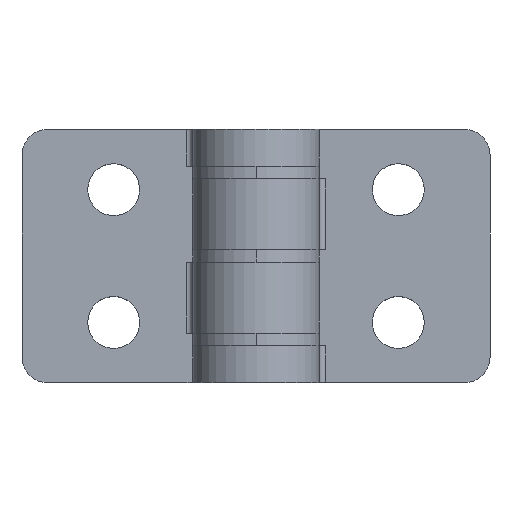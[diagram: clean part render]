
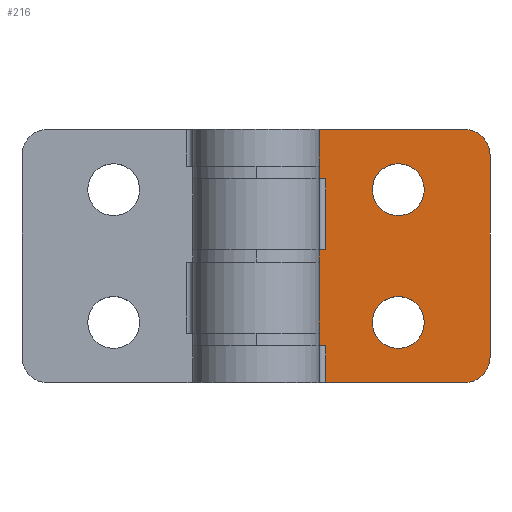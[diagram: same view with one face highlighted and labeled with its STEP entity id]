
A CAD part, top view. The second image highlights one B-rep face of the part: STEP entity #216.
In plain terms, the highlighted planar face has unit normal (0, 0, 1).
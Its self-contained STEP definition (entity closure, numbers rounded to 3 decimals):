
#38 = EDGE_CURVE ( 'NONE', #3360, #1468, #1179, .T. ) ;
#58 = VERTEX_POINT ( 'NONE', #2012 ) ;
#69 = DIRECTION ( 'NONE',  ( 0., -1., 0. ) ) ;
#78 = ORIENTED_EDGE ( 'NONE', *, *, #3268, .F. ) ;
#92 = AXIS2_PLACEMENT_3D ( 'NONE', #2213, #1438, #2487 ) ;
#94 = VERTEX_POINT ( 'NONE', #1945 ) ;
#127 = EDGE_CURVE ( 'NONE', #1727, #2417, #3371, .T. ) ;
#216 = ADVANCED_FACE ( 'NONE', ( #1605, #3178, #3195 ), #1394, .F. ) ;
#265 = ORIENTED_EDGE ( 'NONE', *, *, #3183, .F. ) ;
#278 = LINE ( 'NONE', #1901, #1542 ) ;
#292 = DIRECTION ( 'NONE',  ( 0., 0., -1. ) ) ;
#324 = CARTESIAN_POINT ( 'NONE',  ( 11., 20., -5.8 ) ) ;
#329 = ORIENTED_EDGE ( 'NONE', *, *, #3065, .F. ) ;
#377 = CARTESIAN_POINT ( 'NONE',  ( 26.6, -10.5, -5.8 ) ) ;
#404 = DIRECTION ( 'NONE',  ( 0., 0., 1. ) ) ;
#459 = CARTESIAN_POINT ( 'NONE',  ( 33., 20., -5.8 ) ) ;
#478 = CARTESIAN_POINT ( 'NONE',  ( 12., -14.2, -5.8 ) ) ;
#519 = CARTESIAN_POINT ( 'NONE',  ( 12., 1., -5.8 ) ) ;
#557 = DIRECTION ( 'NONE',  ( 0., 1., 0. ) ) ;
#572 = CARTESIAN_POINT ( 'NONE',  ( 11., 20., -5.8 ) ) ;
#650 = CIRCLE ( 'NONE', #2413, 4.1 ) ;
#681 = DIRECTION ( 'NONE',  ( 1., 0., 0. ) ) ;
#702 = EDGE_CURVE ( 'NONE', #2290, #3360, #3206, .T. ) ;
#755 = ORIENTED_EDGE ( 'NONE', *, *, #3202, .T. ) ;
#796 = ORIENTED_EDGE ( 'NONE', *, *, #2683, .T. ) ;
#826 = DIRECTION ( 'NONE',  ( -1., 0., 0. ) ) ;
#841 = CARTESIAN_POINT ( 'NONE',  ( 11., -14.2, -5.8 ) ) ;
#869 = LINE ( 'NONE', #572, #2690 ) ;
#895 = ORIENTED_EDGE ( 'NONE', *, *, #127, .F. ) ;
#899 = CARTESIAN_POINT ( 'NONE',  ( 22.5, 10.5, -5.8 ) ) ;
#929 = VECTOR ( 'NONE', #1786, 1000. ) ;
#934 = EDGE_CURVE ( 'NONE', #2866, #3278, #2278, .T. ) ;
#936 = DIRECTION ( 'NONE',  ( 1., 0., 0. ) ) ;
#950 = AXIS2_PLACEMENT_3D ( 'NONE', #1654, #292, #826 ) ;
#989 = VECTOR ( 'NONE', #2709, 1000. ) ;
#998 = CARTESIAN_POINT ( 'NONE',  ( 18.4, 10.5, -5.8 ) ) ;
#1003 = VECTOR ( 'NONE', #2547, 1000. ) ;
#1004 = ORIENTED_EDGE ( 'NONE', *, *, #2762, .T. ) ;
#1037 = VERTEX_POINT ( 'NONE', #1319 ) ;
#1041 = VERTEX_POINT ( 'NONE', #2890 ) ;
#1172 = VERTEX_POINT ( 'NONE', #377 ) ;
#1179 = CIRCLE ( 'NONE', #1728, 4. ) ;
#1181 = EDGE_LOOP ( 'NONE', ( #1272, #895 ) ) ;
#1188 = DIRECTION ( 'NONE',  ( -1., 0., 0. ) ) ;
#1191 = CARTESIAN_POINT ( 'NONE',  ( 22.5, 10.5, -5.8 ) ) ;
#1200 = CARTESIAN_POINT ( 'NONE',  ( 33., 16., -5.8 ) ) ;
#1210 = AXIS2_PLACEMENT_3D ( 'NONE', #2223, #2989, #1188 ) ;
#1217 = CIRCLE ( 'NONE', #1975, 4.1 ) ;
#1219 = CARTESIAN_POINT ( 'NONE',  ( 9.64, 12.2, -5.8 ) ) ;
#1272 = ORIENTED_EDGE ( 'NONE', *, *, #3224, .F. ) ;
#1285 = ORIENTED_EDGE ( 'NONE', *, *, #702, .F. ) ;
#1319 = CARTESIAN_POINT ( 'NONE',  ( 11., -20., -5.8 ) ) ;
#1358 = VERTEX_POINT ( 'NONE', #1219 ) ;
#1391 = DIRECTION ( 'NONE',  ( 1., 0., 0. ) ) ;
#1394 = PLANE ( 'NONE',  #950 ) ;
#1438 = DIRECTION ( 'NONE',  ( 0., 0., 1. ) ) ;
#1468 = VERTEX_POINT ( 'NONE', #2079 ) ;
#1487 = DIRECTION ( 'NONE',  ( 0., 0., 1. ) ) ;
#1502 = CARTESIAN_POINT ( 'NONE',  ( 9.64, 1., -5.8 ) ) ;
#1542 = VECTOR ( 'NONE', #557, 1000. ) ;
#1605 = FACE_BOUND ( 'NONE', #3329, .T. ) ;
#1636 = DIRECTION ( 'NONE',  ( 0., -1., 0. ) ) ;
#1654 = CARTESIAN_POINT ( 'NONE',  ( 11., 20., -5.8 ) ) ;
#1678 = EDGE_CURVE ( 'NONE', #1172, #2930, #2197, .T. ) ;
#1690 = CARTESIAN_POINT ( 'NONE',  ( 22.5, -10.5, -5.8 ) ) ;
#1727 = VERTEX_POINT ( 'NONE', #998 ) ;
#1728 = AXIS2_PLACEMENT_3D ( 'NONE', #1200, #2737, #1961 ) ;
#1729 = CARTESIAN_POINT ( 'NONE',  ( 18.4, -10.5, -5.8 ) ) ;
#1734 = ORIENTED_EDGE ( 'NONE', *, *, #2979, .F. ) ;
#1745 = DIRECTION ( 'NONE',  ( 0., -1., 0. ) ) ;
#1786 = DIRECTION ( 'NONE',  ( -1., 0., 0. ) ) ;
#1863 = ORIENTED_EDGE ( 'NONE', *, *, #2863, .F. ) ;
#1869 = EDGE_CURVE ( 'NONE', #1950, #1037, #3207, .T. ) ;
#1901 = CARTESIAN_POINT ( 'NONE',  ( 9.64, 12.2, -5.8 ) ) ;
#1941 = LINE ( 'NONE', #2101, #989 ) ;
#1945 = CARTESIAN_POINT ( 'NONE',  ( 11., 12.2, -5.8 ) ) ;
#1950 = VERTEX_POINT ( 'NONE', #841 ) ;
#1961 = DIRECTION ( 'NONE',  ( -1., 0., 0. ) ) ;
#1975 = AXIS2_PLACEMENT_3D ( 'NONE', #1191, #404, #2465 ) ;
#2012 = CARTESIAN_POINT ( 'NONE',  ( 37., -16., -5.8 ) ) ;
#2047 = VECTOR ( 'NONE', #2347, 1000. ) ;
#2079 = CARTESIAN_POINT ( 'NONE',  ( 37., 16., -5.8 ) ) ;
#2081 = EDGE_CURVE ( 'NONE', #58, #2202, #2472, .T. ) ;
#2101 = CARTESIAN_POINT ( 'NONE',  ( 11., -20., -5.8 ) ) ;
#2124 = CARTESIAN_POINT ( 'NONE',  ( 11., 20., -5.8 ) ) ;
#2197 = CIRCLE ( 'NONE', #92, 4.1 ) ;
#2202 = VERTEX_POINT ( 'NONE', #2341 ) ;
#2213 = CARTESIAN_POINT ( 'NONE',  ( 22.5, -10.5, -5.8 ) ) ;
#2223 = CARTESIAN_POINT ( 'NONE',  ( 33., -16., -5.8 ) ) ;
#2226 = AXIS2_PLACEMENT_3D ( 'NONE', #899, #3023, #936 ) ;
#2278 = LINE ( 'NONE', #1502, #1003 ) ;
#2290 = VERTEX_POINT ( 'NONE', #3407 ) ;
#2295 = ORIENTED_EDGE ( 'NONE', *, *, #2081, .F. ) ;
#2341 = CARTESIAN_POINT ( 'NONE',  ( 33., -20., -5.8 ) ) ;
#2347 = DIRECTION ( 'NONE',  ( -1., 0., 0. ) ) ;
#2361 = ORIENTED_EDGE ( 'NONE', *, *, #1678, .F. ) ;
#2413 = AXIS2_PLACEMENT_3D ( 'NONE', #1690, #1487, #681 ) ;
#2417 = VERTEX_POINT ( 'NONE', #2756 ) ;
#2432 = DIRECTION ( 'NONE',  ( -1., 0., 0. ) ) ;
#2465 = DIRECTION ( 'NONE',  ( 1., 0., 0. ) ) ;
#2472 = CIRCLE ( 'NONE', #1210, 4. ) ;
#2487 = DIRECTION ( 'NONE',  ( 1., 0., 0. ) ) ;
#2547 = DIRECTION ( 'NONE',  ( 0., 1., 0. ) ) ;
#2554 = ORIENTED_EDGE ( 'NONE', *, *, #934, .F. ) ;
#2571 = ORIENTED_EDGE ( 'NONE', *, *, #38, .F. ) ;
#2572 = LINE ( 'NONE', #478, #929 ) ;
#2599 = VECTOR ( 'NONE', #1391, 1000. ) ;
#2606 = CARTESIAN_POINT ( 'NONE',  ( 12., 12.2, -5.8 ) ) ;
#2683 = EDGE_CURVE ( 'NONE', #1037, #2202, #1941, .T. ) ;
#2690 = VECTOR ( 'NONE', #1636, 1000. ) ;
#2709 = DIRECTION ( 'NONE',  ( 1., 0., 0. ) ) ;
#2737 = DIRECTION ( 'NONE',  ( 0., 0., -1. ) ) ;
#2756 = CARTESIAN_POINT ( 'NONE',  ( 26.6, 10.5, -5.8 ) ) ;
#2762 = EDGE_CURVE ( 'NONE', #1041, #3278, #3406, .T. ) ;
#2783 = LINE ( 'NONE', #3320, #3401 ) ;
#2813 = CARTESIAN_POINT ( 'NONE',  ( 9.64, 1., -5.8 ) ) ;
#2863 = EDGE_CURVE ( 'NONE', #1468, #58, #2783, .T. ) ;
#2866 = VERTEX_POINT ( 'NONE', #3066 ) ;
#2890 = CARTESIAN_POINT ( 'NONE',  ( 11., 1., -5.8 ) ) ;
#2929 = EDGE_LOOP ( 'NONE', ( #796, #2295, #1863, #2571, #1285, #265, #1734, #755, #1004, #2554, #329, #3363 ) ) ;
#2930 = VERTEX_POINT ( 'NONE', #1729 ) ;
#2979 = EDGE_CURVE ( 'NONE', #94, #1358, #3085, .T. ) ;
#2989 = DIRECTION ( 'NONE',  ( 0., 0., -1. ) ) ;
#3023 = DIRECTION ( 'NONE',  ( 0., 0., 1. ) ) ;
#3065 = EDGE_CURVE ( 'NONE', #1950, #2866, #2572, .T. ) ;
#3066 = CARTESIAN_POINT ( 'NONE',  ( 9.64, -14.2, -5.8 ) ) ;
#3085 = LINE ( 'NONE', #2606, #2047 ) ;
#3178 = FACE_BOUND ( 'NONE', #1181, .T. ) ;
#3183 = EDGE_CURVE ( 'NONE', #1358, #2290, #278, .T. ) ;
#3195 = FACE_OUTER_BOUND ( 'NONE', #2929, .T. ) ;
#3202 = EDGE_CURVE ( 'NONE', #94, #1041, #869, .T. ) ;
#3206 = LINE ( 'NONE', #324, #2599 ) ;
#3207 = LINE ( 'NONE', #2124, #3342 ) ;
#3224 = EDGE_CURVE ( 'NONE', #2417, #1727, #1217, .T. ) ;
#3239 = VECTOR ( 'NONE', #2432, 1000. ) ;
#3268 = EDGE_CURVE ( 'NONE', #2930, #1172, #650, .T. ) ;
#3278 = VERTEX_POINT ( 'NONE', #2813 ) ;
#3320 = CARTESIAN_POINT ( 'NONE',  ( 37., 20., -5.8 ) ) ;
#3329 = EDGE_LOOP ( 'NONE', ( #2361, #78 ) ) ;
#3342 = VECTOR ( 'NONE', #69, 1000. ) ;
#3360 = VERTEX_POINT ( 'NONE', #459 ) ;
#3363 = ORIENTED_EDGE ( 'NONE', *, *, #1869, .T. ) ;
#3371 = CIRCLE ( 'NONE', #2226, 4.1 ) ;
#3401 = VECTOR ( 'NONE', #1745, 1000. ) ;
#3406 = LINE ( 'NONE', #519, #3239 ) ;
#3407 = CARTESIAN_POINT ( 'NONE',  ( 9.64, 20., -5.8 ) ) ;
